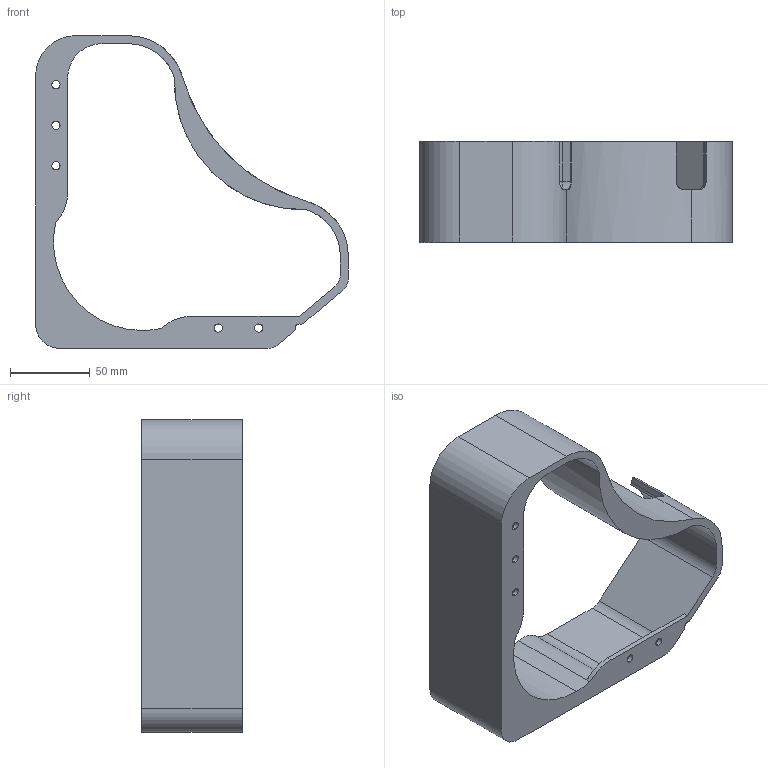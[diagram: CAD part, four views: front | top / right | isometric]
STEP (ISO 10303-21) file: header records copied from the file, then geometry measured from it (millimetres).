
FILE_DESCRIPTION (( 'STEP AP214' ), '1' );
FILE_NAME ('swerve shield B step.STEP', '2024-02-03T15:11:32', ( '' ), ( '' ), 'SwSTEP 2.0', 'SolidWorks 2023', '' );
FILE_SCHEMA (( 'AUTOMOTIVE_DESIGN' ));
Length unit declared in the file: millimetre
Products named in the file (1): swerve shield B step
Bounding box: 195.75 x 63 x 195.75 mm (x, y, z)
Volume: 367293.4 mm3; surface area: 96519 mm2
Topology: 1 solids, 1 shells, 74 faces, 211 edges, 138 vertices
Faces by surface type: cylinder 44, plane 24, torus 6
Entity records: 2634 total; most frequent: CARTESIAN_POINT 576, DIRECTION 453, ORIENTED_EDGE 422, EDGE_CURVE 211, AXIS2_PLACEMENT_3D 175, VERTEX_POINT 138, LINE 103, VECTOR 103
